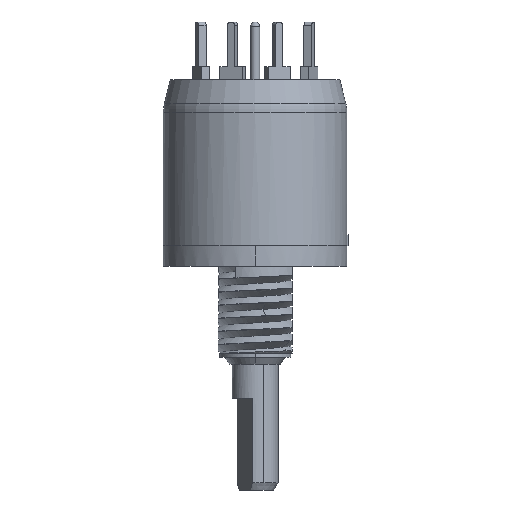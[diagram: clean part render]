
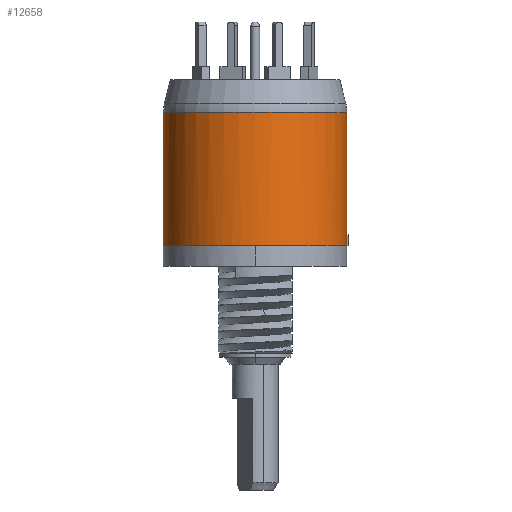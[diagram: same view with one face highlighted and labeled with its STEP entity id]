
A CAD part, front view. The second image highlights one B-rep face of the part: STEP entity #12658.
In plain terms, the highlighted cylindrical face has radius 6.35 mm (diameter 12.7 mm), a partial arc.
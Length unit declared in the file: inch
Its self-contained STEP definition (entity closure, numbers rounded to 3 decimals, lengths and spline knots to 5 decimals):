
#952=DIRECTION('',(0.,0.,1.));
#953=VECTOR('',#952,0.33398);
#954=CARTESIAN_POINT('',(0.25,0.,-0.008));
#955=LINE('',#954,#953);
#961=DIRECTION('',(0.,0.,-1.));
#962=VECTOR('',#961,0.36398);
#963=CARTESIAN_POINT('',(-0.25,0.,0.32598));
#964=LINE('',#963,#962);
#975=CARTESIAN_POINT('',(0.,0.,-0.038));
#976=DIRECTION('',(0.,0.,-1.));
#977=DIRECTION('',(1.,0.,0.));
#978=AXIS2_PLACEMENT_3D('',#975,#976,#977);
#980=CARTESIAN_POINT('',(0.,0.,0.32598));
#981=DIRECTION('',(0.,0.,-1.));
#982=DIRECTION('',(1.,0.,0.));
#983=AXIS2_PLACEMENT_3D('',#980,#981,#982);
#985=DIRECTION('',(0.,0.,-1.));
#986=VECTOR('',#985,0.03);
#987=CARTESIAN_POINT('',(0.25,0.,-0.008));
#988=LINE('',#987,#986);
#10363=CARTESIAN_POINT('',(0.25,0.,-0.008));
#10365=VERTEX_POINT('',#10363);
#10508=CARTESIAN_POINT('',(0.25,0.,0.32598));
#10509=VERTEX_POINT('',#10508);
#10520=CARTESIAN_POINT('',(-0.25,0.,0.32598));
#10521=VERTEX_POINT('',#10520);
#10545=CARTESIAN_POINT('',(0.25,0.,-0.038));
#10546=CARTESIAN_POINT('',(-0.25,0.,-0.038));
#10547=VERTEX_POINT('',#10545);
#10548=VERTEX_POINT('',#10546);
#12645=CARTESIAN_POINT('',(0.,0.,0.45225));
#12646=DIRECTION('',(0.,0.,-1.));
#12647=DIRECTION('',(1.,0.,0.));
#12648=AXIS2_PLACEMENT_3D('',#12645,#12646,#12647);
#12649=CYLINDRICAL_SURFACE('',#12648,0.25);
#12650=ORIENTED_EDGE('',*,*,#12620,.T.);
#12651=ORIENTED_EDGE('',*,*,#12603,.F.);
#12652=ORIENTED_EDGE('',*,*,#12556,.F.);
#12653=ORIENTED_EDGE('',*,*,#12600,.F.);
#12655=ORIENTED_EDGE('',*,*,#12654,.T.);
#12656=EDGE_LOOP('',(#12650,#12651,#12652,#12653,#12655));
#12657=FACE_OUTER_BOUND('',#12656,.F.);
#12658=ADVANCED_FACE('',(#12657),#12649,.T.);
#979=CIRCLE('',#978,0.25);
#984=CIRCLE('',#983,0.25);
#12556=EDGE_CURVE('',#10509,#10521,#984,.T.);
#12600=EDGE_CURVE('',#10365,#10509,#955,.T.);
#12603=EDGE_CURVE('',#10521,#10548,#964,.T.);
#12620=EDGE_CURVE('',#10547,#10548,#979,.T.);
#12654=EDGE_CURVE('',#10365,#10547,#988,.T.);
